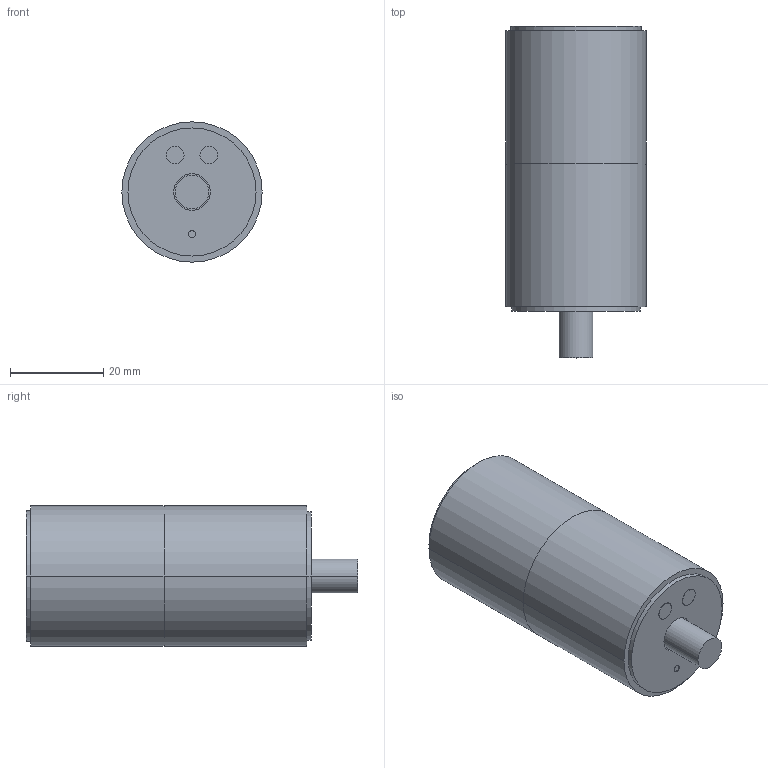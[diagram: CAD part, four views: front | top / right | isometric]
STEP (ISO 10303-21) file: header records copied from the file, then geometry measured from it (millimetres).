
FILE_DESCRIPTION((''),'2;1');
FILE_NAME('DM_CAD-2671','2017-06-21T',('creinig-se'),(''),'PRO/ENGINEER BY PARAMETRIC TECHNOLOGY CORPORATION, 2015440','PRO/ENGINEER BY PARAMETRIC TECHNOLOGY CORPORATION, 2015440','');
FILE_SCHEMA(('CONFIG_CONTROL_DESIGN'));
Length unit declared in the file: millimetre
Products named in the file (1): DM_CAD-2671
Bounding box: 30 x 71 x 30 mm (x, y, z)
Volume: 43315.7 mm3; surface area: 7401 mm2
Topology: 1 solids, 1 shells, 27 faces, 107 edges, 96 vertices
Faces by surface type: cylinder 18, plane 9
Entity records: 1589 total; most frequent: DIRECTION 213, CARTESIAN_POINT 169, PRESENTATION_STYLE_ASSIGNMENT 126, STYLED_ITEM 121, CURVE_STYLE 114, ORIENTED_EDGE 104, AXIS2_PLACEMENT_3D 78, VECTOR 57
